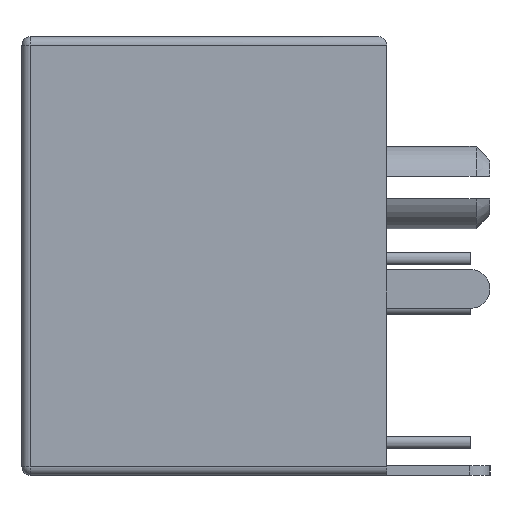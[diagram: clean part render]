
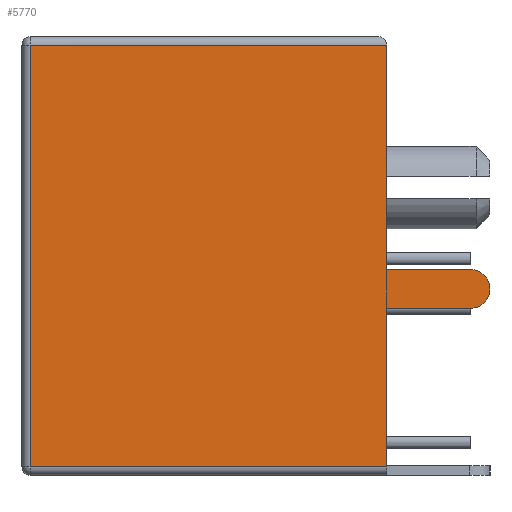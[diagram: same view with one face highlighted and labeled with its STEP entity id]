
A CAD part, left-side view. The second image highlights one B-rep face of the part: STEP entity #5770.
In plain terms, the highlighted planar face has unit normal (-1, 0, 0).
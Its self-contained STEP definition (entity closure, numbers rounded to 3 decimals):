
#157 = CARTESIAN_POINT ( 'NONE',  ( 15.27, 0., -15.4 ) ) ;
#480 = DIRECTION ( 'NONE',  ( 0., 0., -1. ) ) ;
#621 = ORIENTED_EDGE ( 'NONE', *, *, #9505, .T. ) ;
#760 = CARTESIAN_POINT ( 'NONE',  ( 15.27, 12.75, -0.3 ) ) ;
#781 = VERTEX_POINT ( 'NONE', #9492 ) ;
#990 = CARTESIAN_POINT ( 'NONE',  ( 15.27, 0., -15.7 ) ) ;
#1153 = LINE ( 'NONE', #2677, #13488 ) ;
#1682 = CARTESIAN_POINT ( 'NONE',  ( 15.27, 13.05, -15.4 ) ) ;
#2163 = DIRECTION ( 'NONE',  ( 0., 0., -1. ) ) ;
#2519 = CARTESIAN_POINT ( 'NONE',  ( 15.27, 0., -9.72 ) ) ;
#2677 = CARTESIAN_POINT ( 'NONE',  ( 15.27, 13.05, -0.3 ) ) ;
#3720 = CARTESIAN_POINT ( 'NONE',  ( 15.27, 13.05, -15.7 ) ) ;
#3935 = ORIENTED_EDGE ( 'NONE', *, *, #13429, .T. ) ;
#4228 = ORIENTED_EDGE ( 'NONE', *, *, #9793, .T. ) ;
#4849 = VECTOR ( 'NONE', #4883, 1000. ) ;
#4883 = DIRECTION ( 'NONE',  ( 0., -1., 0. ) ) ;
#5613 = LINE ( 'NONE', #990, #19193 ) ;
#5644 = LINE ( 'NONE', #10629, #14270 ) ;
#5677 = ORIENTED_EDGE ( 'NONE', *, *, #7199, .T. ) ;
#5770 = ADVANCED_FACE ( 'NONE', ( #20229 ), #18786, .F. ) ;
#6185 = EDGE_CURVE ( 'NONE', #8360, #6646, #14923, .T. ) ;
#6192 = CARTESIAN_POINT ( 'NONE',  ( 15.27, 12.75, -15.7 ) ) ;
#6300 = LINE ( 'NONE', #6192, #10439 ) ;
#6460 = LINE ( 'NONE', #18071, #4849 ) ;
#6587 = CARTESIAN_POINT ( 'NONE',  ( 15.27, 12.75, -15.4 ) ) ;
#6646 = VERTEX_POINT ( 'NONE', #157 ) ;
#6673 = LINE ( 'NONE', #21699, #12517 ) ;
#7018 = ORIENTED_EDGE ( 'NONE', *, *, #10596, .T. ) ;
#7199 = EDGE_CURVE ( 'NONE', #11901, #21613, #6460, .T. ) ;
#7294 = ORIENTED_EDGE ( 'NONE', *, *, #12378, .T. ) ;
#7576 = AXIS2_PLACEMENT_3D ( 'NONE', #3720, #18895, #480 ) ;
#8131 = VERTEX_POINT ( 'NONE', #8677 ) ;
#8360 = VERTEX_POINT ( 'NONE', #6587 ) ;
#8381 = DIRECTION ( 'NONE',  ( 0., -1., 0. ) ) ;
#8677 = CARTESIAN_POINT ( 'NONE',  ( 15.27, -3.01, -8.34 ) ) ;
#9034 = DIRECTION ( 'NONE',  ( 0., 1., 0. ) ) ;
#9340 = CARTESIAN_POINT ( 'NONE',  ( 15.27, -3.01, -9.72 ) ) ;
#9492 = CARTESIAN_POINT ( 'NONE',  ( 15.27, 0., -8.34 ) ) ;
#9505 = EDGE_CURVE ( 'NONE', #17206, #20466, #1153, .T. ) ;
#9793 = EDGE_CURVE ( 'NONE', #781, #17206, #5613, .T. ) ;
#10439 = VECTOR ( 'NONE', #12811, 1000. ) ;
#10596 = EDGE_CURVE ( 'NONE', #8131, #781, #5644, .T. ) ;
#10629 = CARTESIAN_POINT ( 'NONE',  ( 15.27, 0., -8.34 ) ) ;
#10901 = EDGE_CURVE ( 'NONE', #20466, #8360, #6300, .T. ) ;
#11749 = CIRCLE ( 'NONE', #13138, 0.69 ) ;
#11901 = VERTEX_POINT ( 'NONE', #2519 ) ;
#12001 = CARTESIAN_POINT ( 'NONE',  ( 15.27, -3.01, -9.03 ) ) ;
#12378 = EDGE_CURVE ( 'NONE', #21613, #8131, #11749, .T. ) ;
#12517 = VECTOR ( 'NONE', #16394, 1000. ) ;
#12811 = DIRECTION ( 'NONE',  ( 0., 0., -1. ) ) ;
#13138 = AXIS2_PLACEMENT_3D ( 'NONE', #12001, #15834, #2163 ) ;
#13292 = EDGE_LOOP ( 'NONE', ( #4228, #621, #14599, #17745, #3935, #5677, #7294, #7018 ) ) ;
#13429 = EDGE_CURVE ( 'NONE', #6646, #11901, #6673, .T. ) ;
#13488 = VECTOR ( 'NONE', #19726, 1000. ) ;
#13906 = VECTOR ( 'NONE', #8381, 1000. ) ;
#14270 = VECTOR ( 'NONE', #9034, 1000. ) ;
#14599 = ORIENTED_EDGE ( 'NONE', *, *, #10901, .T. ) ;
#14923 = LINE ( 'NONE', #1682, #13906 ) ;
#15167 = CARTESIAN_POINT ( 'NONE',  ( 15.27, 0., -0.3 ) ) ;
#15834 = DIRECTION ( 'NONE',  ( -1., 0., 0. ) ) ;
#16394 = DIRECTION ( 'NONE',  ( 0., 0., 1. ) ) ;
#17206 = VERTEX_POINT ( 'NONE', #15167 ) ;
#17745 = ORIENTED_EDGE ( 'NONE', *, *, #6185, .T. ) ;
#18071 = CARTESIAN_POINT ( 'NONE',  ( 15.27, 0., -9.72 ) ) ;
#18786 = PLANE ( 'NONE',  #7576 ) ;
#18895 = DIRECTION ( 'NONE',  ( 1., 0., 0. ) ) ;
#19193 = VECTOR ( 'NONE', #19351, 1000. ) ;
#19351 = DIRECTION ( 'NONE',  ( 0., 0., 1. ) ) ;
#19726 = DIRECTION ( 'NONE',  ( 0., 1., 0. ) ) ;
#20229 = FACE_OUTER_BOUND ( 'NONE', #13292, .T. ) ;
#20466 = VERTEX_POINT ( 'NONE', #760 ) ;
#21613 = VERTEX_POINT ( 'NONE', #9340 ) ;
#21699 = CARTESIAN_POINT ( 'NONE',  ( 15.27, 0., -15.7 ) ) ;
